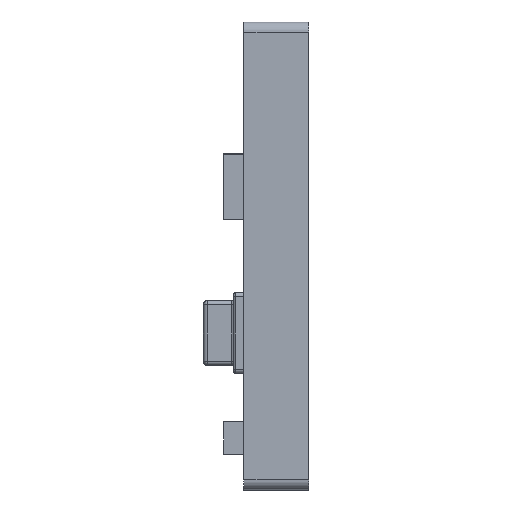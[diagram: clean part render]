
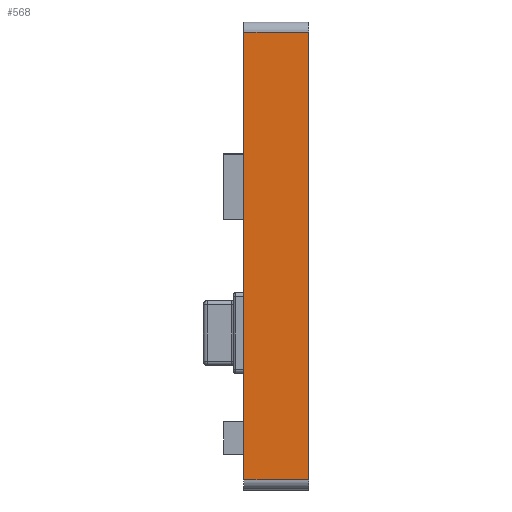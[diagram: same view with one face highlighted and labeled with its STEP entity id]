
A CAD part, left-side view. The second image highlights one B-rep face of the part: STEP entity #568.
In plain terms, the highlighted planar face has unit normal (-1, 0, 0).
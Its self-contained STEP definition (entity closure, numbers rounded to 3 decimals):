
#38 = EDGE_CURVE ( 'NONE', #1040, #1903, #1259, .T. ) ;
#225 = DIRECTION ( 'NONE',  ( 1., 0., 0. ) ) ;
#373 = DIRECTION ( 'NONE',  ( 0., -1., 0. ) ) ;
#389 = CARTESIAN_POINT ( 'NONE',  ( -7.7, 0., 5.775 ) ) ;
#568 = ADVANCED_FACE ( 'NONE', ( #1006 ), #962, .F. ) ;
#841 = CARTESIAN_POINT ( 'NONE',  ( -7.7, 1.6, -5.525 ) ) ;
#891 = EDGE_LOOP ( 'NONE', ( #2343, #1914, #1659, #2488 ) ) ;
#906 = EDGE_CURVE ( 'NONE', #2060, #1903, #2752, .T. ) ;
#929 = VECTOR ( 'NONE', #1565, 1000. ) ;
#962 = PLANE ( 'NONE',  #2197 ) ;
#1006 = FACE_OUTER_BOUND ( 'NONE', #891, .T. ) ;
#1040 = VERTEX_POINT ( 'NONE', #2756 ) ;
#1259 = LINE ( 'NONE', #1913, #1808 ) ;
#1494 = LINE ( 'NONE', #841, #1962 ) ;
#1565 = DIRECTION ( 'NONE',  ( 0., 0., 1. ) ) ;
#1577 = CARTESIAN_POINT ( 'NONE',  ( -7.7, 1.6, 5.775 ) ) ;
#1613 = EDGE_CURVE ( 'NONE', #2715, #1040, #1984, .T. ) ;
#1659 = ORIENTED_EDGE ( 'NONE', *, *, #1613, .T. ) ;
#1663 = DIRECTION ( 'NONE',  ( 0., 1., 0. ) ) ;
#1808 = VECTOR ( 'NONE', #1663, 1000. ) ;
#1878 = DIRECTION ( 'NONE',  ( 0., 0., -1. ) ) ;
#1903 = VERTEX_POINT ( 'NONE', #3011 ) ;
#1913 = CARTESIAN_POINT ( 'NONE',  ( -7.7, 1.6, 5.525 ) ) ;
#1914 = ORIENTED_EDGE ( 'NONE', *, *, #2551, .T. ) ;
#1962 = VECTOR ( 'NONE', #373, 1000. ) ;
#1984 = LINE ( 'NONE', #389, #2470 ) ;
#2060 = VERTEX_POINT ( 'NONE', #2678 ) ;
#2197 = AXIS2_PLACEMENT_3D ( 'NONE', #2339, #225, #1878 ) ;
#2339 = CARTESIAN_POINT ( 'NONE',  ( -7.7, 1.6, 5.775 ) ) ;
#2343 = ORIENTED_EDGE ( 'NONE', *, *, #906, .F. ) ;
#2386 = CARTESIAN_POINT ( 'NONE',  ( -7.7, 0., -5.525 ) ) ;
#2470 = VECTOR ( 'NONE', #2966, 1000. ) ;
#2488 = ORIENTED_EDGE ( 'NONE', *, *, #38, .T. ) ;
#2551 = EDGE_CURVE ( 'NONE', #2060, #2715, #1494, .T. ) ;
#2678 = CARTESIAN_POINT ( 'NONE',  ( -7.7, 1.6, -5.525 ) ) ;
#2715 = VERTEX_POINT ( 'NONE', #2386 ) ;
#2752 = LINE ( 'NONE', #1577, #929 ) ;
#2756 = CARTESIAN_POINT ( 'NONE',  ( -7.7, 0., 5.525 ) ) ;
#2966 = DIRECTION ( 'NONE',  ( 0., 0., 1. ) ) ;
#3011 = CARTESIAN_POINT ( 'NONE',  ( -7.7, 1.6, 5.525 ) ) ;
